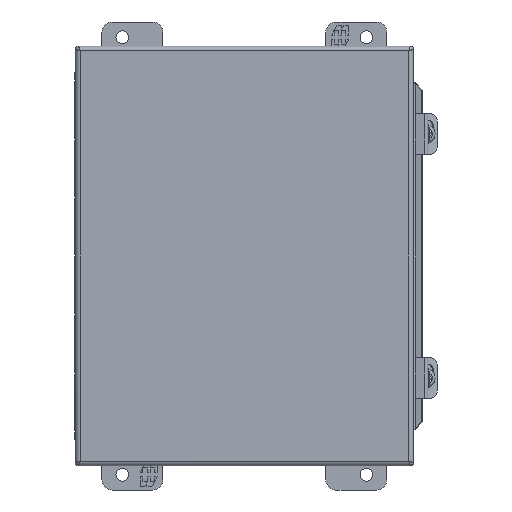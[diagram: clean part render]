
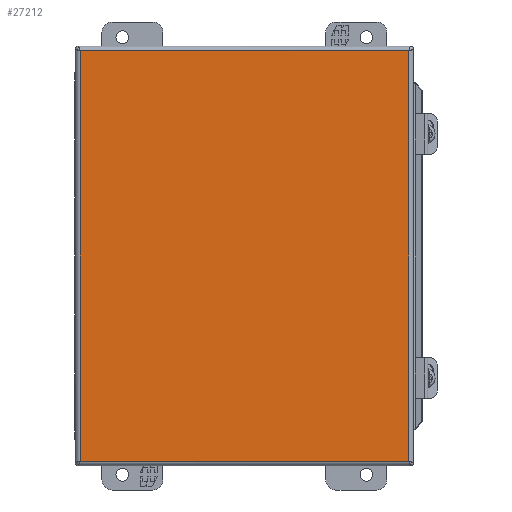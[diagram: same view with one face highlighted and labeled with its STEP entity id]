
A CAD part, front view. The second image highlights one B-rep face of the part: STEP entity #27212.
In plain terms, the highlighted planar face has unit normal (0, -1, 0).
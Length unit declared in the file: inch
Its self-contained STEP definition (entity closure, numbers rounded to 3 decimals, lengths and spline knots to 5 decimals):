
#513 = DIRECTION ( 'NONE',  ( 0., 0., -1. ) ) ;
#1255 = DIRECTION ( 'NONE',  ( 0., 0., -1. ) ) ;
#3130 = VECTOR ( 'NONE', #26441, 39.37008 ) ;
#3500 = EDGE_CURVE ( 'NONE', #19366, #22897, #11984, .T. ) ;
#3838 = ORIENTED_EDGE ( 'NONE', *, *, #32435, .T. ) ;
#4000 = CARTESIAN_POINT ( 'NONE',  ( -4.15591, -4.19724, 5.0378 ) ) ;
#4238 = VERTEX_POINT ( 'NONE', #8776 ) ;
#4809 = VERTEX_POINT ( 'NONE', #25287 ) ;
#5306 = ORIENTED_EDGE ( 'NONE', *, *, #29047, .T. ) ;
#5347 = CARTESIAN_POINT ( 'NONE',  ( 4.15591, -4.19724, -5.0378 ) ) ;
#6564 = EDGE_CURVE ( 'NONE', #4809, #4238, #19879, .T. ) ;
#6714 = DIRECTION ( 'NONE',  ( -1., 0., 0. ) ) ;
#7751 = FACE_OUTER_BOUND ( 'NONE', #32745, .T. ) ;
#7981 = CARTESIAN_POINT ( 'NONE',  ( -4.0378, -4.19724, 5.0378 ) ) ;
#8776 = CARTESIAN_POINT ( 'NONE',  ( 4.0378, -4.19724, -5.0378 ) ) ;
#11984 = LINE ( 'NONE', #4000, #17367 ) ;
#12510 = DIRECTION ( 'NONE',  ( 0., -1., 0. ) ) ;
#13116 = CARTESIAN_POINT ( 'NONE',  ( 4.0378, -4.19724, 5.0378 ) ) ;
#13880 = CARTESIAN_POINT ( 'NONE',  ( -4.0378, -4.19724, -5.15591 ) ) ;
#14526 = CARTESIAN_POINT ( 'NONE',  ( 4.0378, -4.19724, 5.15591 ) ) ;
#14879 = LINE ( 'NONE', #13880, #16544 ) ;
#15167 = PLANE ( 'NONE',  #30258 ) ;
#16544 = VECTOR ( 'NONE', #513, 39.37008 ) ;
#17367 = VECTOR ( 'NONE', #6714, 39.37008 ) ;
#17933 = LINE ( 'NONE', #14526, #25010 ) ;
#19366 = VERTEX_POINT ( 'NONE', #13116 ) ;
#19879 = LINE ( 'NONE', #5347, #3130 ) ;
#20080 = CARTESIAN_POINT ( 'NONE',  ( 0., -4.19724, 0. ) ) ;
#22897 = VERTEX_POINT ( 'NONE', #7981 ) ;
#25010 = VECTOR ( 'NONE', #25238, 39.37008 ) ;
#25238 = DIRECTION ( 'NONE',  ( 0., 0., 1. ) ) ;
#25287 = CARTESIAN_POINT ( 'NONE',  ( -4.0378, -4.19724, -5.0378 ) ) ;
#26441 = DIRECTION ( 'NONE',  ( 1., 0., 0. ) ) ;
#27212 = ADVANCED_FACE ( 'NONE', ( #7751 ), #15167, .T. ) ;
#29047 = EDGE_CURVE ( 'NONE', #4238, #19366, #17933, .T. ) ;
#29430 = ORIENTED_EDGE ( 'NONE', *, *, #3500, .T. ) ;
#30258 = AXIS2_PLACEMENT_3D ( 'NONE', #20080, #12510, #1255 ) ;
#32435 = EDGE_CURVE ( 'NONE', #22897, #4809, #14879, .T. ) ;
#32745 = EDGE_LOOP ( 'NONE', ( #3838, #33493, #5306, #29430 ) ) ;
#33493 = ORIENTED_EDGE ( 'NONE', *, *, #6564, .T. ) ;
